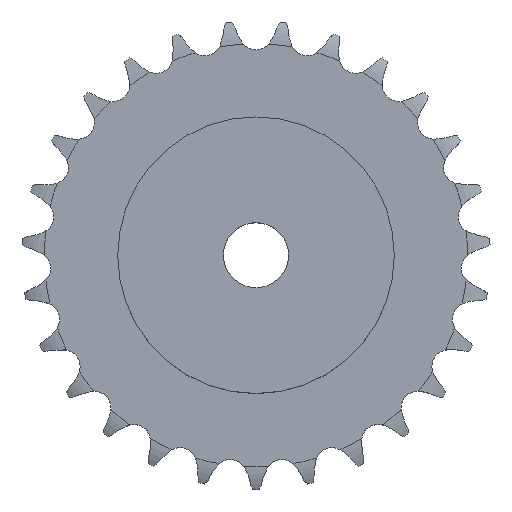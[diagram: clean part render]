
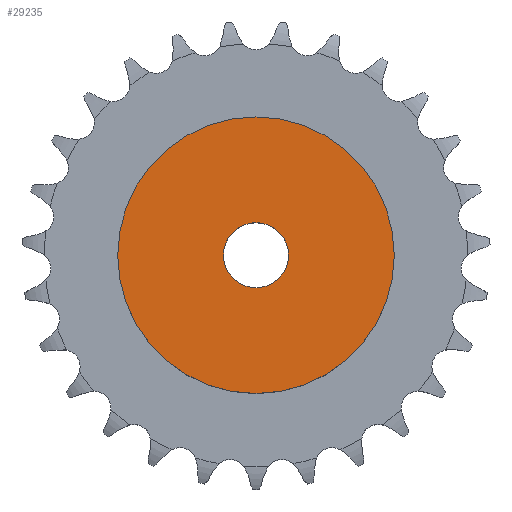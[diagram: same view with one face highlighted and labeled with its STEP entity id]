
A CAD part, top view. The second image highlights one B-rep face of the part: STEP entity #29235.
In plain terms, the highlighted planar face has unit normal (0, 0, 1).
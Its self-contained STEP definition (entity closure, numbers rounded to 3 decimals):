
#3582 = CYLINDRICAL_SURFACE('',#3583,42.5);
#3583 = AXIS2_PLACEMENT_3D('',#3584,#3585,#3586);
#3584 = CARTESIAN_POINT('',(0.,0.,0.));
#3585 = DIRECTION('',(-0.,-0.,-1.));
#3586 = DIRECTION('',(1.,0.,0.));
#18338 = VERTEX_POINT('',#18339);
#18339 = CARTESIAN_POINT('',(42.5,0.,35.));
#18360 = EDGE_CURVE('',#18338,#18338,#18361,.T.);
#18361 = SURFACE_CURVE('',#18362,(#18367,#18374),.PCURVE_S1.);
#18362 = CIRCLE('',#18363,42.5);
#18363 = AXIS2_PLACEMENT_3D('',#18364,#18365,#18366);
#18364 = CARTESIAN_POINT('',(0.,0.,35.));
#18365 = DIRECTION('',(0.,0.,1.));
#18366 = DIRECTION('',(1.,0.,0.));
#18367 = PCURVE('',#3582,#18368);
#18368 = DEFINITIONAL_REPRESENTATION('',(#18369),#18373);
#18369 = LINE('',#18370,#18371);
#18370 = CARTESIAN_POINT('',(-0.,-35.));
#18371 = VECTOR('',#18372,1.);
#18372 = DIRECTION('',(-1.,0.));
#18373 = ( GEOMETRIC_REPRESENTATION_CONTEXT(2) 
PARAMETRIC_REPRESENTATION_CONTEXT() REPRESENTATION_CONTEXT('2D SPACE',''
  ) );
#18374 = PCURVE('',#18375,#18380);
#18375 = PLANE('',#18376);
#18376 = AXIS2_PLACEMENT_3D('',#18377,#18378,#18379);
#18377 = CARTESIAN_POINT('',(0.,0.,35.
    ));
#18378 = DIRECTION('',(0.,0.,1.));
#18379 = DIRECTION('',(1.,0.,0.));
#18380 = DEFINITIONAL_REPRESENTATION('',(#18381),#18385);
#18381 = CIRCLE('',#18382,42.5);
#18382 = AXIS2_PLACEMENT_2D('',#18383,#18384);
#18383 = CARTESIAN_POINT('',(0.,0.));
#18384 = DIRECTION('',(1.,0.));
#18385 = ( GEOMETRIC_REPRESENTATION_CONTEXT(2) 
PARAMETRIC_REPRESENTATION_CONTEXT() REPRESENTATION_CONTEXT('2D SPACE',''
  ) );
#24830 = CYLINDRICAL_SURFACE('',#24831,10.);
#24831 = AXIS2_PLACEMENT_3D('',#24832,#24833,#24834);
#24832 = CARTESIAN_POINT('',(0.,0.,221.324));
#24833 = DIRECTION('',(0.,0.,1.));
#24834 = DIRECTION('',(1.,0.,0.));
#29235 = ADVANCED_FACE('',(#29236,#29239),#18375,.T.);
#29236 = FACE_BOUND('',#29237,.T.);
#29237 = EDGE_LOOP('',(#29238));
#29238 = ORIENTED_EDGE('',*,*,#18360,.T.);
#29239 = FACE_BOUND('',#29240,.T.);
#29240 = EDGE_LOOP('',(#29241));
#29241 = ORIENTED_EDGE('',*,*,#29242,.F.);
#29242 = EDGE_CURVE('',#29243,#29243,#29245,.T.);
#29243 = VERTEX_POINT('',#29244);
#29244 = CARTESIAN_POINT('',(10.,0.,35.));
#29245 = SURFACE_CURVE('',#29246,(#29251,#29258),.PCURVE_S1.);
#29246 = CIRCLE('',#29247,10.);
#29247 = AXIS2_PLACEMENT_3D('',#29248,#29249,#29250);
#29248 = CARTESIAN_POINT('',(0.,0.,35.));
#29249 = DIRECTION('',(0.,0.,1.));
#29250 = DIRECTION('',(1.,0.,0.));
#29251 = PCURVE('',#18375,#29252);
#29252 = DEFINITIONAL_REPRESENTATION('',(#29253),#29257);
#29253 = CIRCLE('',#29254,10.);
#29254 = AXIS2_PLACEMENT_2D('',#29255,#29256);
#29255 = CARTESIAN_POINT('',(0.,0.));
#29256 = DIRECTION('',(1.,0.));
#29257 = ( GEOMETRIC_REPRESENTATION_CONTEXT(2) 
PARAMETRIC_REPRESENTATION_CONTEXT() REPRESENTATION_CONTEXT('2D SPACE',''
  ) );
#29258 = PCURVE('',#24830,#29259);
#29259 = DEFINITIONAL_REPRESENTATION('',(#29260),#29264);
#29260 = LINE('',#29261,#29262);
#29261 = CARTESIAN_POINT('',(0.,-186.324));
#29262 = VECTOR('',#29263,1.);
#29263 = DIRECTION('',(1.,0.));
#29264 = ( GEOMETRIC_REPRESENTATION_CONTEXT(2) 
PARAMETRIC_REPRESENTATION_CONTEXT() REPRESENTATION_CONTEXT('2D SPACE',''
  ) );
